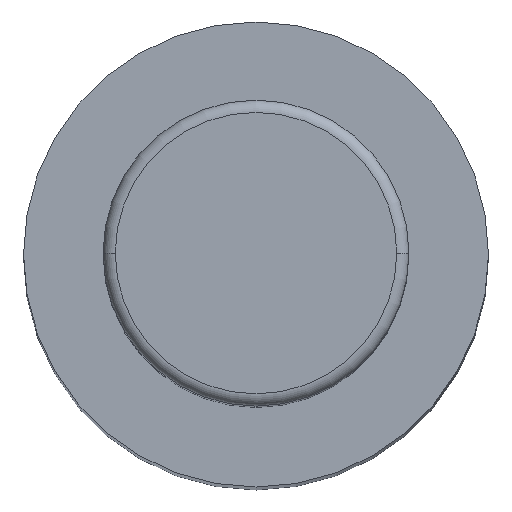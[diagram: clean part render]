
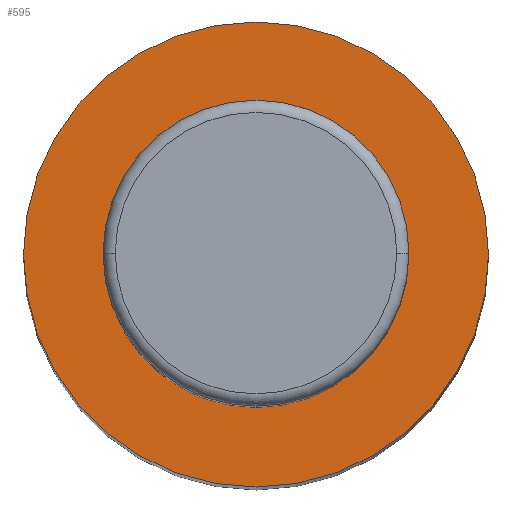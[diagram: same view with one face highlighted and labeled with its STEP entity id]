
A CAD part, top view. The second image highlights one B-rep face of the part: STEP entity #595.
In plain terms, the highlighted planar face has unit normal (0, 0, 1).
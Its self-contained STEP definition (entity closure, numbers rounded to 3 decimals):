
#10 = DIRECTION ( 'NONE',  ( 1., 0., 0. ) ) ;
#17 = ORIENTED_EDGE ( 'NONE', *, *, #546, .T. ) ;
#60 = CARTESIAN_POINT ( 'NONE',  ( -19., 0., 140. ) ) ;
#91 = VERTEX_POINT ( 'NONE', #286 ) ;
#111 = DIRECTION ( 'NONE',  ( -1., 0., 0. ) ) ;
#112 = AXIS2_PLACEMENT_3D ( 'NONE', #598, #575, #574 ) ;
#147 = DIRECTION ( 'NONE',  ( -1., 0., 0. ) ) ;
#164 = CARTESIAN_POINT ( 'NONE',  ( 0., 0., 140. ) ) ;
#210 = VERTEX_POINT ( 'NONE', #60 ) ;
#233 = FACE_BOUND ( 'NONE', #736, .T. ) ;
#257 = CIRCLE ( 'NONE', #977, 19. ) ;
#286 = CARTESIAN_POINT ( 'NONE',  ( -12.5, 0., 140. ) ) ;
#341 = ORIENTED_EDGE ( 'NONE', *, *, #719, .T. ) ;
#361 = EDGE_LOOP ( 'NONE', ( #778, #643 ) ) ;
#389 = CARTESIAN_POINT ( 'NONE',  ( 12.5, 0., 140. ) ) ;
#391 = PLANE ( 'NONE',  #705 ) ;
#409 = VERTEX_POINT ( 'NONE', #389 ) ;
#462 = AXIS2_PLACEMENT_3D ( 'NONE', #548, #982, #717 ) ;
#475 = DIRECTION ( 'NONE',  ( 0., 0., -1. ) ) ;
#484 = CIRCLE ( 'NONE', #983, 19. ) ;
#503 = CARTESIAN_POINT ( 'NONE',  ( 0., 0., 140. ) ) ;
#540 = DIRECTION ( 'NONE',  ( 0., 0., 1. ) ) ;
#546 = EDGE_CURVE ( 'NONE', #91, #409, #865, .T. ) ;
#548 = CARTESIAN_POINT ( 'NONE',  ( 0., 0., 140. ) ) ;
#559 = CIRCLE ( 'NONE', #462, 12.5 ) ;
#574 = DIRECTION ( 'NONE',  ( -1., 0., 0. ) ) ;
#575 = DIRECTION ( 'NONE',  ( 0., 0., -1. ) ) ;
#595 = ADVANCED_FACE ( 'NONE', ( #233, #767 ), #391, .T. ) ;
#598 = CARTESIAN_POINT ( 'NONE',  ( 0., 0., 140. ) ) ;
#630 = CARTESIAN_POINT ( 'NONE',  ( 19., 0., 140. ) ) ;
#643 = ORIENTED_EDGE ( 'NONE', *, *, #794, .F. ) ;
#668 = DIRECTION ( 'NONE',  ( 0., 0., -1. ) ) ;
#705 = AXIS2_PLACEMENT_3D ( 'NONE', #751, #540, #10 ) ;
#717 = DIRECTION ( 'NONE',  ( -1., 0., 0. ) ) ;
#719 = EDGE_CURVE ( 'NONE', #409, #91, #559, .T. ) ;
#736 = EDGE_LOOP ( 'NONE', ( #17, #341 ) ) ;
#751 = CARTESIAN_POINT ( 'NONE',  ( -12.5, 0., 140. ) ) ;
#767 = FACE_OUTER_BOUND ( 'NONE', #361, .T. ) ;
#778 = ORIENTED_EDGE ( 'NONE', *, *, #835, .F. ) ;
#794 = EDGE_CURVE ( 'NONE', #803, #210, #257, .T. ) ;
#803 = VERTEX_POINT ( 'NONE', #630 ) ;
#835 = EDGE_CURVE ( 'NONE', #210, #803, #484, .T. ) ;
#865 = CIRCLE ( 'NONE', #112, 12.5 ) ;
#977 = AXIS2_PLACEMENT_3D ( 'NONE', #164, #668, #147 ) ;
#982 = DIRECTION ( 'NONE',  ( 0., 0., -1. ) ) ;
#983 = AXIS2_PLACEMENT_3D ( 'NONE', #503, #475, #111 ) ;
